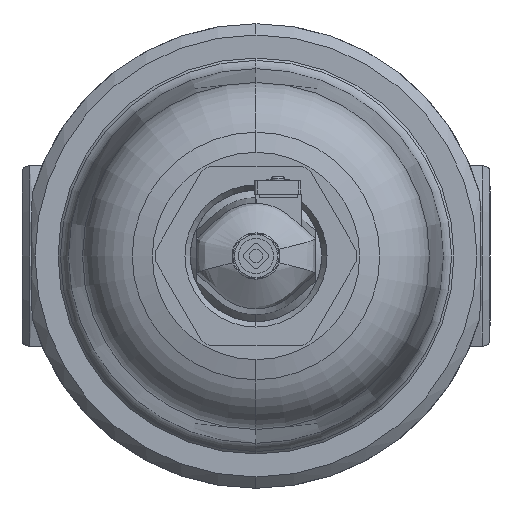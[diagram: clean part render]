
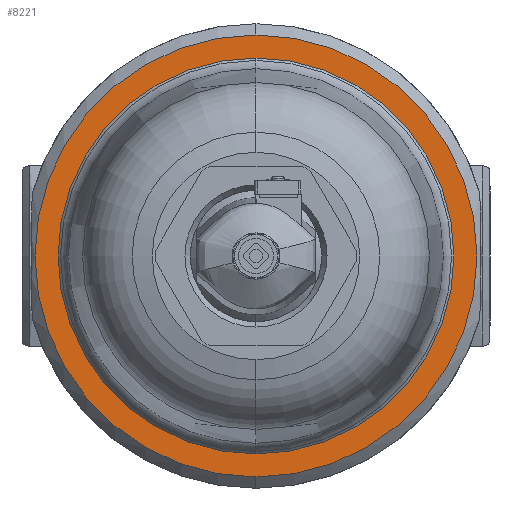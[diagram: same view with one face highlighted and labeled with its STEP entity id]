
A CAD part, front view. The second image highlights one B-rep face of the part: STEP entity #8221.
In plain terms, the highlighted planar face has unit normal (0, -1, 0).
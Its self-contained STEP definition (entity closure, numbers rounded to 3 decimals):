
#67 = ORIENTED_EDGE ( 'NONE', *, *, #7219, .T. ) ;
#385 = DIRECTION ( 'NONE',  ( 0., 1., 0. ) ) ;
#572 = DIRECTION ( 'NONE',  ( 0., -1., 0. ) ) ;
#1343 = CARTESIAN_POINT ( 'NONE',  ( 0., -88., 0. ) ) ;
#1365 = FACE_BOUND ( 'NONE', #7116, .T. ) ;
#1549 = EDGE_CURVE ( 'NONE', #6954, #10728, #5045, .T. ) ;
#1633 = VERTEX_POINT ( 'NONE', #7974 ) ;
#2408 = AXIS2_PLACEMENT_3D ( 'NONE', #3209, #572, #10073 ) ;
#2626 = CARTESIAN_POINT ( 'NONE',  ( 0., -88., 88.315 ) ) ;
#3145 = CARTESIAN_POINT ( 'NONE',  ( 0., -88., 0. ) ) ;
#3209 = CARTESIAN_POINT ( 'NONE',  ( 0., -88., 0. ) ) ;
#3311 = CIRCLE ( 'NONE', #2408, 88.315 ) ;
#3943 = DIRECTION ( 'NONE',  ( 0., 0., 1. ) ) ;
#3982 = VERTEX_POINT ( 'NONE', #2626 ) ;
#5045 = CIRCLE ( 'NONE', #10019, 98.6 ) ;
#5265 = CARTESIAN_POINT ( 'NONE',  ( 0., -88., 0. ) ) ;
#5354 = CARTESIAN_POINT ( 'NONE',  ( 0., -88., 0. ) ) ;
#5422 = DIRECTION ( 'NONE',  ( 0., -1., 0. ) ) ;
#5610 = CARTESIAN_POINT ( 'NONE',  ( 0., -88., -98.6 ) ) ;
#5800 = AXIS2_PLACEMENT_3D ( 'NONE', #3145, #385, #3943 ) ;
#6269 = DIRECTION ( 'NONE',  ( 0., 0., -1. ) ) ;
#6275 = DIRECTION ( 'NONE',  ( 0., 0., -1. ) ) ;
#6504 = EDGE_CURVE ( 'NONE', #3982, #1633, #3311, .T. ) ;
#6673 = CARTESIAN_POINT ( 'NONE',  ( 0., -88., 98.6 ) ) ;
#6702 = PLANE ( 'NONE',  #5800 ) ;
#6918 = CIRCLE ( 'NONE', #7473, 98.6 ) ;
#6954 = VERTEX_POINT ( 'NONE', #5610 ) ;
#7116 = EDGE_LOOP ( 'NONE', ( #9549, #10991 ) ) ;
#7219 = EDGE_CURVE ( 'NONE', #10728, #6954, #6918, .T. ) ;
#7473 = AXIS2_PLACEMENT_3D ( 'NONE', #5265, #5422, #6275 ) ;
#7497 = DIRECTION ( 'NONE',  ( 0., -1., 0. ) ) ;
#7974 = CARTESIAN_POINT ( 'NONE',  ( 0., -88., -88.315 ) ) ;
#8221 = ADVANCED_FACE ( 'NONE', ( #1365, #8443 ), #6702, .F. ) ;
#8443 = FACE_OUTER_BOUND ( 'NONE', #10404, .T. ) ;
#8550 = AXIS2_PLACEMENT_3D ( 'NONE', #1343, #7497, #11010 ) ;
#8822 = ORIENTED_EDGE ( 'NONE', *, *, #1549, .T. ) ;
#8876 = DIRECTION ( 'NONE',  ( 0., -1., 0. ) ) ;
#8906 = CIRCLE ( 'NONE', #8550, 88.315 ) ;
#9549 = ORIENTED_EDGE ( 'NONE', *, *, #10087, .F. ) ;
#10019 = AXIS2_PLACEMENT_3D ( 'NONE', #5354, #8876, #6269 ) ;
#10073 = DIRECTION ( 'NONE',  ( 0., 0., -1. ) ) ;
#10087 = EDGE_CURVE ( 'NONE', #1633, #3982, #8906, .T. ) ;
#10404 = EDGE_LOOP ( 'NONE', ( #8822, #67 ) ) ;
#10728 = VERTEX_POINT ( 'NONE', #6673 ) ;
#10991 = ORIENTED_EDGE ( 'NONE', *, *, #6504, .F. ) ;
#11010 = DIRECTION ( 'NONE',  ( 0., 0., -1. ) ) ;
